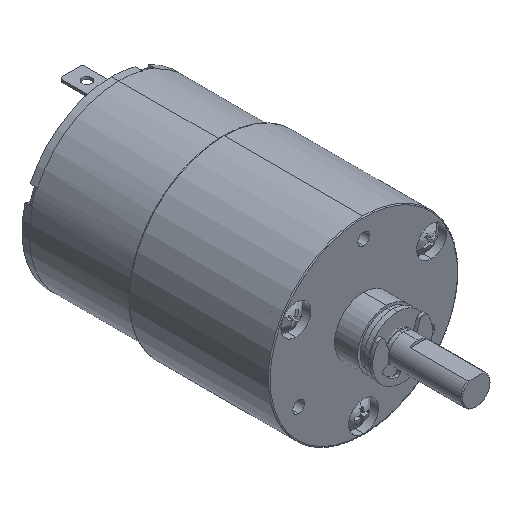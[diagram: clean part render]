
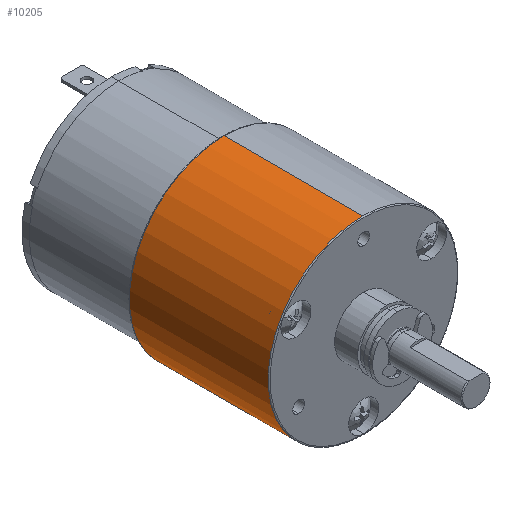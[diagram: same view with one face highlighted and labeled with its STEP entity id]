
A CAD part, isometric view. The second image highlights one B-rep face of the part: STEP entity #10205.
In plain terms, the highlighted cylindrical face has radius 19.5 mm (diameter 39 mm), a partial arc.
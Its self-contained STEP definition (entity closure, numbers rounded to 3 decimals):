
#253 = DIRECTION ( 'NONE',  ( 0., -1., 0. ) ) ;
#372 = VECTOR ( 'NONE', #253, 1000. ) ;
#635 = CIRCLE ( 'NONE', #10059, 19.5 ) ;
#639 = DIRECTION ( 'NONE',  ( 0., 0., -1. ) ) ;
#796 = VERTEX_POINT ( 'NONE', #6160 ) ;
#892 = EDGE_CURVE ( 'NONE', #796, #10172, #635, .T. ) ;
#1042 = ORIENTED_EDGE ( 'NONE', *, *, #8227, .F. ) ;
#1061 = EDGE_CURVE ( 'NONE', #10172, #7754, #1147, .T. ) ;
#1147 = LINE ( 'NONE', #10209, #1160 ) ;
#1160 = VECTOR ( 'NONE', #6859, 1000. ) ;
#1221 = CIRCLE ( 'NONE', #8727, 19.5 ) ;
#1512 = ORIENTED_EDGE ( 'NONE', *, *, #1061, .T. ) ;
#1517 = CYLINDRICAL_SURFACE ( 'NONE', #4246, 19.5 ) ;
#1890 = CIRCLE ( 'NONE', #7665, 19.5 ) ;
#2244 = EDGE_LOOP ( 'NONE', ( #1042, #5224, #4449, #1512, #9629, #8931 ) ) ;
#2299 = CARTESIAN_POINT ( 'NONE',  ( 0., 0.2, -19.5 ) ) ;
#3037 = VERTEX_POINT ( 'NONE', #9549 ) ;
#3153 = DIRECTION ( 'NONE',  ( 0., -1., 0. ) ) ;
#3199 = EDGE_CURVE ( 'NONE', #8530, #796, #4160, .T. ) ;
#3203 = DIRECTION ( 'NONE',  ( 0., -1., 0. ) ) ;
#4160 = CIRCLE ( 'NONE', #8366, 19.5 ) ;
#4246 = AXIS2_PLACEMENT_3D ( 'NONE', #9928, #3203, #9117 ) ;
#4291 = LINE ( 'NONE', #10091, #372 ) ;
#4449 = ORIENTED_EDGE ( 'NONE', *, *, #892, .T. ) ;
#4537 = EDGE_CURVE ( 'NONE', #7754, #3037, #1890, .T. ) ;
#5224 = ORIENTED_EDGE ( 'NONE', *, *, #3199, .T. ) ;
#5678 = CARTESIAN_POINT ( 'NONE',  ( 0., 28.8, 0. ) ) ;
#5780 = CARTESIAN_POINT ( 'NONE',  ( 0., 0.2, 19.5 ) ) ;
#5823 = DIRECTION ( 'NONE',  ( 0., 1., 0. ) ) ;
#6024 = EDGE_CURVE ( 'NONE', #3037, #8472, #1221, .T. ) ;
#6160 = CARTESIAN_POINT ( 'NONE',  ( -9.349, 28.8, 17.113 ) ) ;
#6445 = CARTESIAN_POINT ( 'NONE',  ( 0., 28.8, 19.5 ) ) ;
#6507 = CARTESIAN_POINT ( 'NONE',  ( 0., 0.2, 0. ) ) ;
#6652 = CARTESIAN_POINT ( 'NONE',  ( 0., 0.2, 0. ) ) ;
#6694 = DIRECTION ( 'NONE',  ( 0., -1., 0. ) ) ;
#6859 = DIRECTION ( 'NONE',  ( 0., -1., 0. ) ) ;
#7321 = DIRECTION ( 'NONE',  ( 0., 1., 0. ) ) ;
#7377 = DIRECTION ( 'NONE',  ( 0., 0., -1. ) ) ;
#7665 = AXIS2_PLACEMENT_3D ( 'NONE', #6507, #7321, #7377 ) ;
#7754 = VERTEX_POINT ( 'NONE', #2299 ) ;
#8227 = EDGE_CURVE ( 'NONE', #8530, #8472, #4291, .T. ) ;
#8366 = AXIS2_PLACEMENT_3D ( 'NONE', #5678, #3153, #639 ) ;
#8472 = VERTEX_POINT ( 'NONE', #5780 ) ;
#8530 = VERTEX_POINT ( 'NONE', #6445 ) ;
#8727 = AXIS2_PLACEMENT_3D ( 'NONE', #6652, #5823, #10067 ) ;
#8931 = ORIENTED_EDGE ( 'NONE', *, *, #6024, .T. ) ;
#9007 = FACE_OUTER_BOUND ( 'NONE', #2244, .T. ) ;
#9117 = DIRECTION ( 'NONE',  ( 0., 0., -1. ) ) ;
#9549 = CARTESIAN_POINT ( 'NONE',  ( -9.349, 0.2, 17.113 ) ) ;
#9629 = ORIENTED_EDGE ( 'NONE', *, *, #4537, .T. ) ;
#9902 = CARTESIAN_POINT ( 'NONE',  ( 0., 28.8, 0. ) ) ;
#9928 = CARTESIAN_POINT ( 'NONE',  ( 0., 11., 0. ) ) ;
#9958 = DIRECTION ( 'NONE',  ( 0., 0., -1. ) ) ;
#10059 = AXIS2_PLACEMENT_3D ( 'NONE', #9902, #6694, #9958 ) ;
#10067 = DIRECTION ( 'NONE',  ( 0., 0., -1. ) ) ;
#10091 = CARTESIAN_POINT ( 'NONE',  ( 0., 11., 19.5 ) ) ;
#10172 = VERTEX_POINT ( 'NONE', #10731 ) ;
#10205 = ADVANCED_FACE ( 'NONE', ( #9007 ), #1517, .T. ) ;
#10209 = CARTESIAN_POINT ( 'NONE',  ( 0., 11., -19.5 ) ) ;
#10731 = CARTESIAN_POINT ( 'NONE',  ( 0., 28.8, -19.5 ) ) ;
